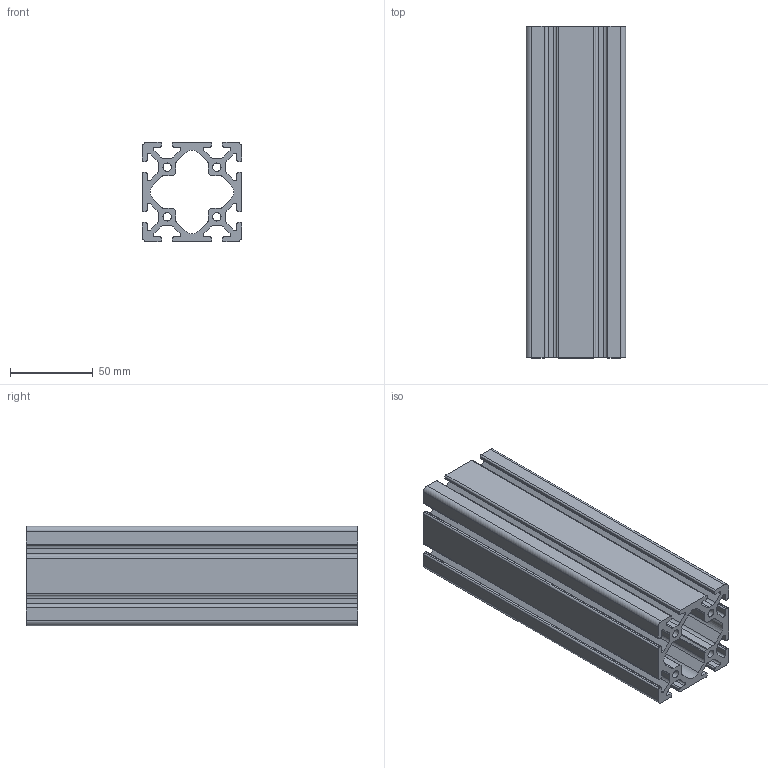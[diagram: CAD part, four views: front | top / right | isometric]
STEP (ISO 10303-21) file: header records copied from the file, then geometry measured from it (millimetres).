
FILE_DESCRIPTION(/* description */ ('Aluminiumprofil 60x60'),/* implementation_level */ '2;1');
FILE_NAME(/* name */ 'Syskomp 261606951 Aluminiumprofil 60x60.stp',/* time_stamp */ '2017-04-24T15:12:50+02:00',/* author */ ('wheldmann'),/* organization */ (''),/* preprocessor_version */ 'ST-DEVELOPER v16.1',/* originating_system */ 'Autodesk Inventor 2016',/* authorisation */ ' ');
FILE_SCHEMA (('AUTOMOTIVE_DESIGN { 1 0 10303 214 3 1 1 }'));
Length unit declared in the file: millimetre
Products named in the file (1): 261606951 Aluminiumprofil 60x60 - 200
Bounding box: 60 x 200 x 60 mm (x, y, z)
Volume: 261952.4 mm3; surface area: 143272.1 mm2
Topology: 1 solids, 1 shells, 182 faces, 540 edges, 360 vertices
Faces by surface type: cylinder 92, plane 90
Full cylindrical faces by diameter (mm): 5 x4
Entity records: 6172 total; most frequent: DIRECTION 1086, CARTESIAN_POINT 1079, ORIENTED_EDGE 1072, EDGE_CURVE 536, AXIS2_PLACEMENT_3D 367, VERTEX_POINT 360, LINE 352, VECTOR 352
